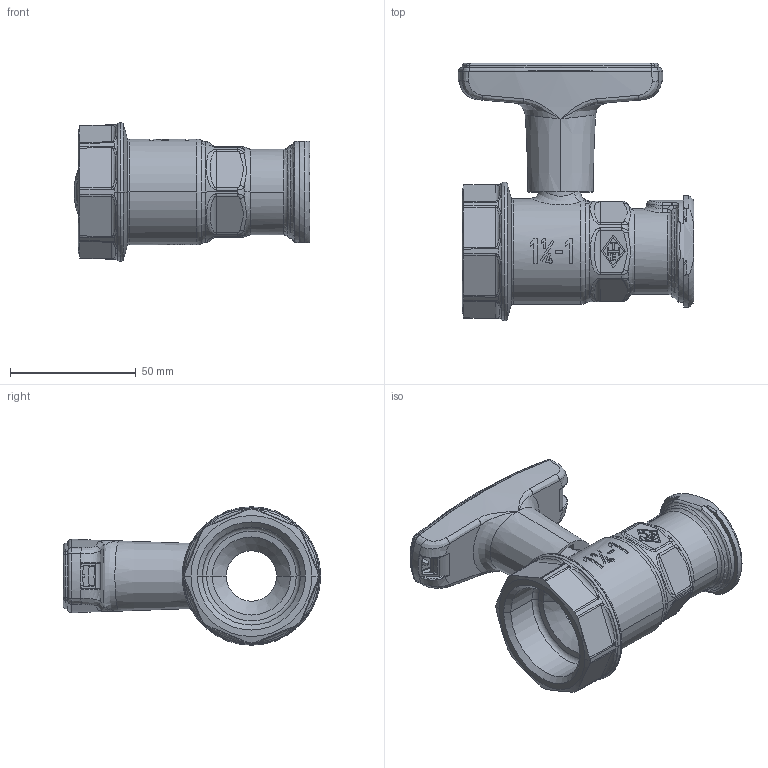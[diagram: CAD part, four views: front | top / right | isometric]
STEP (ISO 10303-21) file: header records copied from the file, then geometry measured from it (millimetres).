
FILE_DESCRIPTION((''),'2;1');
FILE_NAME('0620-45-000_SW0001','2012-11-13T',('marann'),(''),'PRO/ENGINEER BY PARAMETRIC TECHNOLOGY CORPORATION, 2011490','PRO/ENGINEER BY PARAMETRIC TECHNOLOGY CORPORATION, 2011490','');
FILE_SCHEMA(('CONFIG_CONTROL_DESIGN'));
Length unit declared in the file: millimetre
Products named in the file (1): 0620-45-000_SW0001
Bounding box: 93.65 x 102.13 x 54.95 mm (x, y, z)
Volume: 83777.1 mm3; surface area: 54695 mm2
Topology: 2 solids, 4 shells, 1885 faces, 5040 edges, 3236 vertices
Faces by surface type: plane 1160, cylinder 313, bspline 201, torus 97, cone 86, sphere 18, extrusion 10
Entity records: 69344 total; most frequent: CARTESIAN_POINT 23629, ORIENTED_EDGE 10080, DIRECTION 8718, EDGE_CURVE 5040, VECTOR 3276, LINE 3266, VERTEX_POINT 3236, AXIS2_PLACEMENT_3D 2721
